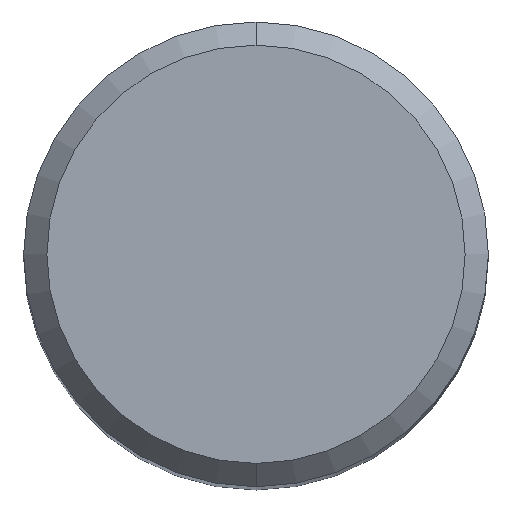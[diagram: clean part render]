
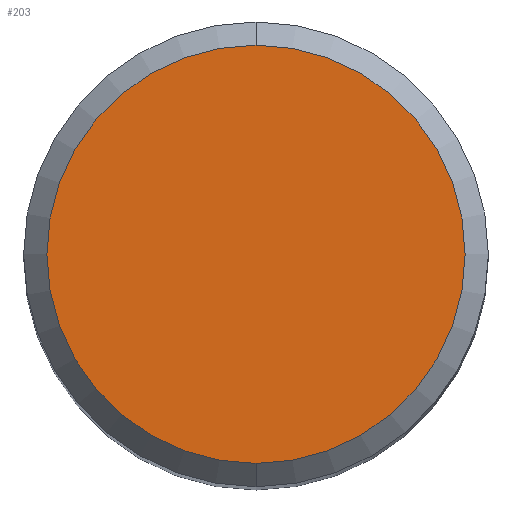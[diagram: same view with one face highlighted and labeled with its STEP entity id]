
A CAD part, top view. The second image highlights one B-rep face of the part: STEP entity #203.
In plain terms, the highlighted planar face has unit normal (0, 0, 1).
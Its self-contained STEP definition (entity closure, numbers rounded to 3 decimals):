
#131=EDGE_CURVE('',#229,#197,#285,.T.);
#157=EDGE_CURVE('',#197,#229,#314,.T.);
#197=VERTEX_POINT('',#361);
#203=ADVANCED_FACE('',(#367),#368,.T.);
#229=VERTEX_POINT('',#397);
#285=CIRCLE('',#458,3.6);
#314=CIRCLE('',#494,3.6);
#361=CARTESIAN_POINT('',(0.,-3.6,0.0));
#367=FACE_OUTER_BOUND('',#559,.T.);
#368=PLANE('',#560);
#397=CARTESIAN_POINT('',(0.0,3.6,0.0));
#458=AXIS2_PLACEMENT_3D('',#640,#641,#642);
#494=AXIS2_PLACEMENT_3D('',#677,#678,#679);
#559=EDGE_LOOP('',(#751,#752));
#560=AXIS2_PLACEMENT_3D('',#753,#754,#755);
#640=CARTESIAN_POINT('',(0.0,0.0,0.0));
#641=DIRECTION('',(0.0,0.0,-1.0));
#642=DIRECTION('',(0.0,1.0,0.0));
#677=CARTESIAN_POINT('',(0.0,0.0,0.0));
#678=DIRECTION('',(0.0,0.0,-1.0));
#679=DIRECTION('',(0.0,1.0,0.0));
#751=ORIENTED_EDGE('',*,*,#131,.F.);
#752=ORIENTED_EDGE('',*,*,#157,.F.);
#753=CARTESIAN_POINT('',(0.0,1.8,0.0));
#754=DIRECTION('',(-0.0,0.0,1.0));
#755=DIRECTION('',(0.0,-1.0,0.0));
